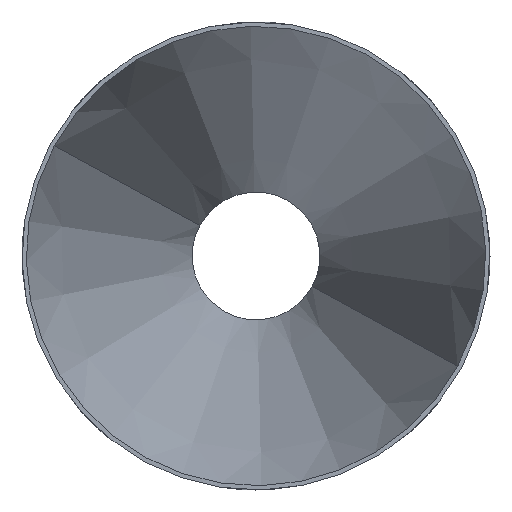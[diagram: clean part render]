
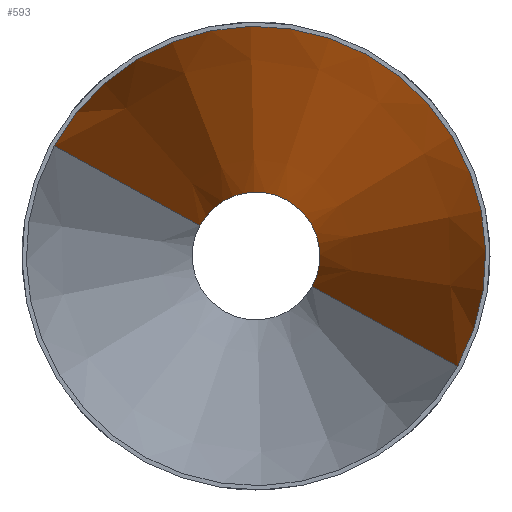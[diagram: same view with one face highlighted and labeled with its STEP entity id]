
A CAD part, front view. The second image highlights one B-rep face of the part: STEP entity #593.
In plain terms, the highlighted conical face has half-angle 15.258 degrees and reference radius 15 mm.
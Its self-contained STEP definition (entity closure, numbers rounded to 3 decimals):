
#548=CARTESIAN_POINT('Vertex',(47.346,-243.143,-25.865)) ;
#550=CARTESIAN_POINT('Vertex',(-47.346,-243.143,25.865)) ;
#553=CARTESIAN_POINT('Axis2P3D Location',(0.,-243.143,0.)) ;
#563=CARTESIAN_POINT('Axis2P3D Location',(0.,-100.35,0.)) ;
#568=CARTESIAN_POINT('Line Origine',(-30.255,-171.747,16.528)) ;
#572=CARTESIAN_POINT('Vertex',(-13.164,-100.35,7.191)) ;
#575=CARTESIAN_POINT('Axis2P3D Location',(0.,-100.35,0.)) ;
#579=CARTESIAN_POINT('Vertex',(13.164,-100.35,-7.191)) ;
#582=CARTESIAN_POINT('Line Origine',(30.255,-171.747,-16.528)) ;
#554=DIRECTION('Axis2P3D Direction',(-0.,1.,0.)) ;
#564=DIRECTION('Axis2P3D Direction',(-0.,-1.,-0.)) ;
#565=DIRECTION('Axis2P3D XDirection',(-0.878,0.,0.479)) ;
#569=DIRECTION('Vector Direction',(-0.231,-0.965,0.126)) ;
#576=DIRECTION('Axis2P3D Direction',(0.,-1.,-0.)) ;
#583=DIRECTION('Vector Direction',(0.231,-0.965,-0.126)) ;
#555=AXIS2_PLACEMENT_3D('Circle Axis2P3D',#553,#554,$) ;
#566=AXIS2_PLACEMENT_3D('Cone Axis2P3D',#563,#564,#565) ;
#577=AXIS2_PLACEMENT_3D('Circle Axis2P3D',#575,#576,$) ;
#588=ORIENTED_EDGE('',*,*,#557,.F.) ;
#589=ORIENTED_EDGE('',*,*,#574,.T.) ;
#590=ORIENTED_EDGE('',*,*,#581,.T.) ;
#591=ORIENTED_EDGE('',*,*,#586,.F.) ;
#570=VECTOR('Line Direction',#569,1.) ;
#584=VECTOR('Line Direction',#583,1.) ;
#593=ADVANCED_FACE('Corps principal',(#592),#567,.F.) ;
#556=CIRCLE('generated circle',#555,53.95) ;
#578=CIRCLE('generated circle',#577,15.) ;
#567=CONICAL_SURFACE('Cone',#566,15.,0.266) ;
#557=EDGE_CURVE('',#551,#549,#556,.T.) ;
#574=EDGE_CURVE('',#551,#573,#571,.F.) ;
#581=EDGE_CURVE('',#573,#580,#578,.F.) ;
#586=EDGE_CURVE('',#549,#580,#585,.F.) ;
#587=EDGE_LOOP('',(#588,#589,#590,#591)) ;
#592=FACE_OUTER_BOUND('',#587,.T.) ;
#571=LINE('Line',#568,#570) ;
#585=LINE('Line',#582,#584) ;
#549=VERTEX_POINT('',#548) ;
#551=VERTEX_POINT('',#550) ;
#573=VERTEX_POINT('',#572) ;
#580=VERTEX_POINT('',#579) ;
